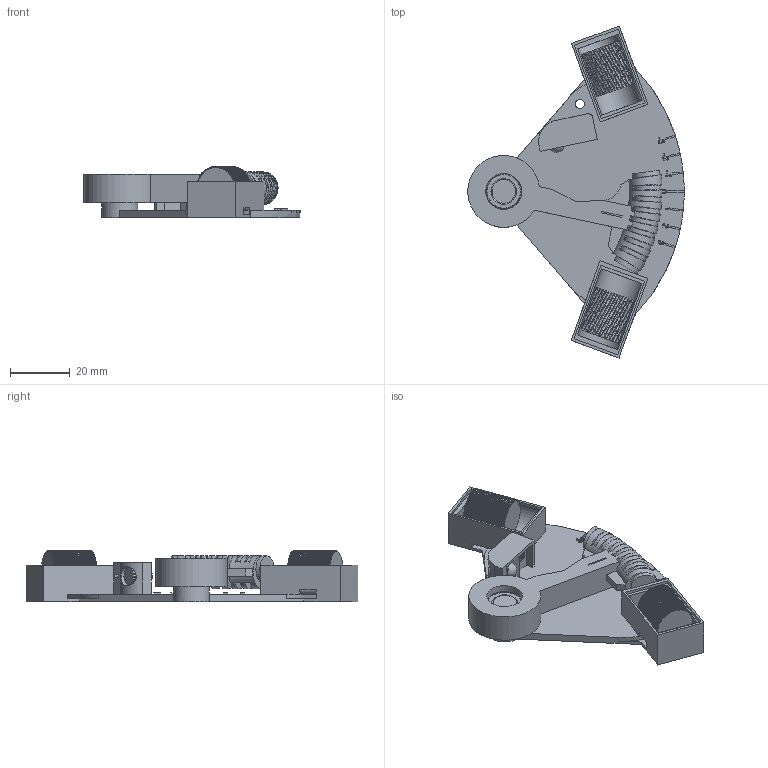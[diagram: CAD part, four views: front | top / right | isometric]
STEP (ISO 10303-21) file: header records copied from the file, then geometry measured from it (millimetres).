
FILE_DESCRIPTION(/* description */ (''),/* implementation_level */ '2;1');
FILE_NAME(/* name */ 'hammer v2.step',/* time_stamp */ '2023-11-20T12:32:06+02:00',/* author */ (''),/* organization */ (''),/* preprocessor_version */ 'ST-DEVELOPER v20',/* originating_system */ 'Autodesk Translation Framework v12.14.0.127',/* authorisation */ '');
FILE_SCHEMA (('AUTOMOTIVE_DESIGN { 1 0 10303 214 3 1 1 }'));
Length unit declared in the file: millimetre
Products named in the file (9): hammer; Tube_weight_dreidel 2.0 v15; Photoresistor; LED's; Left coil (1); Right coil; Ball Bearing; 22mm hammer (3); Component81
Assembly tree (7 placements, depth 3):
  hammer
    Tube_weight_dreidel 2.0 v15
      Photoresistor
    Left coil (1)
    Right coil
    Ball Bearing
    22mm hammer (3)
    Component81
  LED's
Bounding box: 72.13 x 110.65 x 17.13 mm (x, y, z)
Volume: 27236 mm3; surface area: 27440.3 mm2
Topology: 29 solids, 30 shells, 521 faces, 1338 edges, 857 vertices
Faces by surface type: plane 255, bspline 130, cylinder 65, sphere 26, cone 24, torus 21
Full cylindrical faces by diameter (mm): 3 x1, 5 x1, 5.5 x1, 5.7 x1, 6.5 x1, 7.8 x1, 9 x9, 12 x2, 12.7 x2, 22 x1
Entity records: 32440 total; most frequent: CARTESIAN_POINT 20510, ORIENTED_EDGE 2574, DIRECTION 2022, EDGE_CURVE 1287, VERTEX_POINT 857, LINE 684, VECTOR 684, AXIS2_PLACEMENT_3D 669
